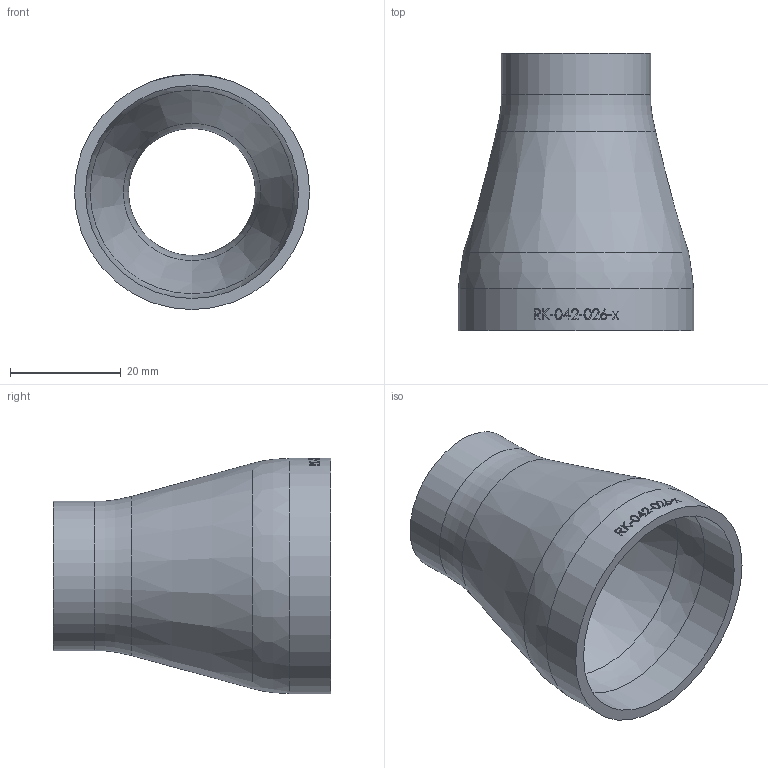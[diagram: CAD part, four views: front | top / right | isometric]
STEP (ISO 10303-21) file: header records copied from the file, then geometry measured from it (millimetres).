
FILE_DESCRIPTION (( 'STEP AP214' ), '1' );
FILE_NAME ('RK-042-026-x Reduzierung 42,4x26,9x2,0x2,0 BL50 1909.STEP', '2019-09-09T11:53:38', ( '' ), ( '' ), 'SwSTEP 2.0', 'SolidWorks 2016', '' );
FILE_SCHEMA (( 'AUTOMOTIVE_DESIGN' ));
Length unit declared in the file: millimetre
Products named in the file (1): RK-042-026-x Reduzierung 42,4x26,9x2,0x2,0 BL50 1909
Bounding box: 42.4 x 50 x 42.4 mm (x, y, z)
Volume: 10443.2 mm3; surface area: 10856.3 mm2
Topology: 1 solids, 1 shells, 147 faces, 376 edges, 248 vertices
Faces by surface type: bspline 68, plane 52, cylinder 21, torus 4, cone 2
Full cylindrical faces by diameter (mm): 22.9 x1, 26.9 x1, 38.4 x1, 42.4 x1
Entity records: 11626 total; most frequent: CARTESIAN_POINT 7194, ORIENTED_EDGE 732, DIRECTION 380, EDGE_CURVE 366, VERTEX_POINT 248, B_SPLINE_CURVE_WITH_KNOTS 220, EDGE_LOOP 176, FACE_OUTER_BOUND 155
